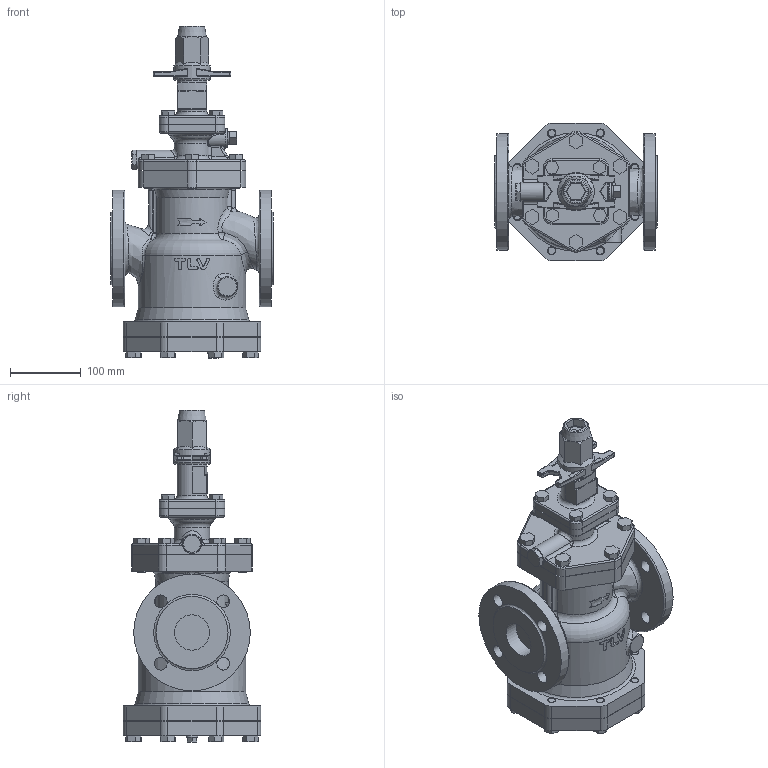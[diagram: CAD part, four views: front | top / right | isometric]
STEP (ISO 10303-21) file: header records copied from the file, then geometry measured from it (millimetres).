
FILE_DESCRIPTION(/* description */ (''),/* implementation_level */ '2;1');
FILE_NAME(/* name */ 'acosr-050-e0040-00.stp',/* time_stamp */ '2019-07-24T13:07:19+09:00',/* author */ ('nakaot'),/* organization */ (''),/* preprocessor_version */ 'ST-DEVELOPER v15.6',/* originating_system */ 'Autodesk Inventor 2015',/* authorisation */ '');
FILE_SCHEMA (('AUTOMOTIVE_DESIGN { 1 0 10303 214 3 1 1 }'));
Length unit declared in the file: millimetre
Products named in the file (1): acosr-050-e0040-00
Bounding box: 230 x 195 x 470 mm (x, y, z)
Volume: 6345481.2 mm3; surface area: 551046.4 mm2
Topology: 5 solids, 5 shells, 738 faces, 1817 edges, 1149 vertices
Faces by surface type: plane 316, cylinder 231, bspline 110, torus 51, cone 25, sphere 5
Full cylindrical faces by diameter (mm): 8.376 x4, 10 x4, 10.106 x14, 12 x18, 14 x14, 18 x8, 27 x1, 42 x1, 45 x1, 50 x2, 52 x1, 152 x1, 165 x2
Entity records: 25790 total; most frequent: CARTESIAN_POINT 9417, ORIENTED_EDGE 3336, DIRECTION 3240, EDGE_CURVE 1668, AXIS2_PLACEMENT_3D 1224, VERTEX_POINT 1096, EDGE_LOOP 946, LINE 792
